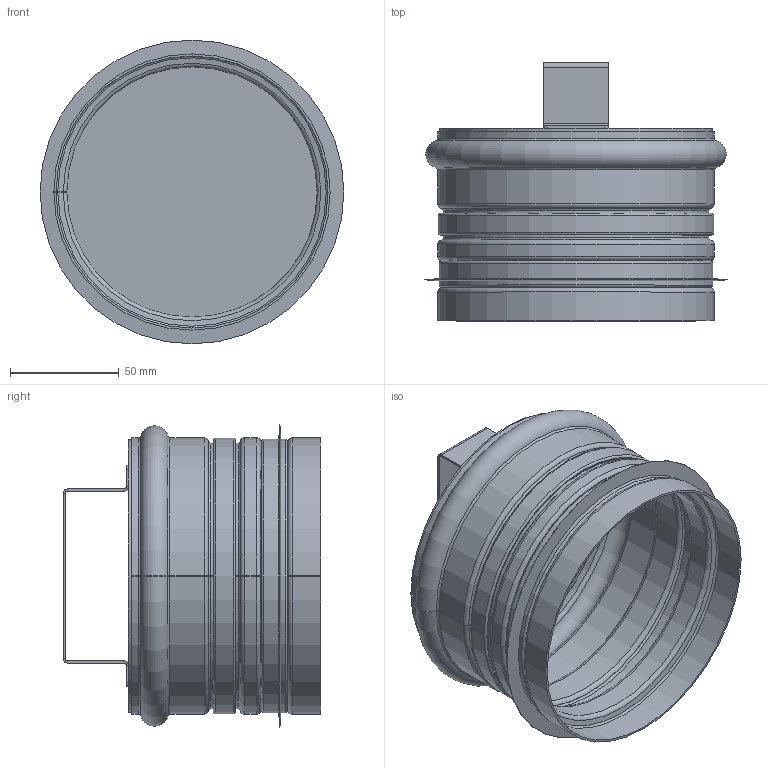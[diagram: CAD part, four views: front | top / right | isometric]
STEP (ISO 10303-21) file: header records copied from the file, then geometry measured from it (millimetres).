
FILE_DESCRIPTION(/* description */ ('Nippel'),/* implementation_level */ '2;1');
FILE_NAME(/* name */ 'HÄLHH-1.stp',/* time_stamp */ '2016-04-29T10:49:19+02:00',/* author */ ('John'),/* organization */ (''),/* preprocessor_version */ 'ST-DEVELOPER v15.6',/* originating_system */ 'Autodesk Inventor 2015',/* authorisation */ '');
FILE_SCHEMA (('AUTOMOTIVE_DESIGN { 1 0 10303 214 3 1 1 }'));
Length unit declared in the file: millimetre
Products named in the file (6): HÄLHH-AB-1; HÄLHH-AA-1; HIK-AA-2; HIK-AB-2; HÄLHH-AC; HÄLHH-1
Assembly tree (5 placements, depth 2):
  HÄLHH-1
    HÄLHH-AB-1
    HÄLHH-AA-1
    HIK-AA-2
    HIK-AB-2
    HÄLHH-AC
Bounding box: 139.6 x 118.5 x 139.6 mm (x, y, z)
Volume: 81286 mm3; surface area: 140156.6 mm2
Topology: 5 solids, 5 shells, 151 faces, 303 edges, 162 vertices
Faces by surface type: plane 80, cylinder 33, torus 28, cone 10
Full cylindrical faces by diameter (mm): 5.5 x2, 122 x2, 125.2 x1, 125.6 x2, 126.6 x1, 139.6 x1
Entity records: 3982 total; most frequent: DIRECTION 744, CARTESIAN_POINT 606, ORIENTED_EDGE 568, AXIS2_PLACEMENT_3D 298, EDGE_CURVE 284, EDGE_LOOP 176, VERTEX_POINT 160, FACE_OUTER_BOUND 151
